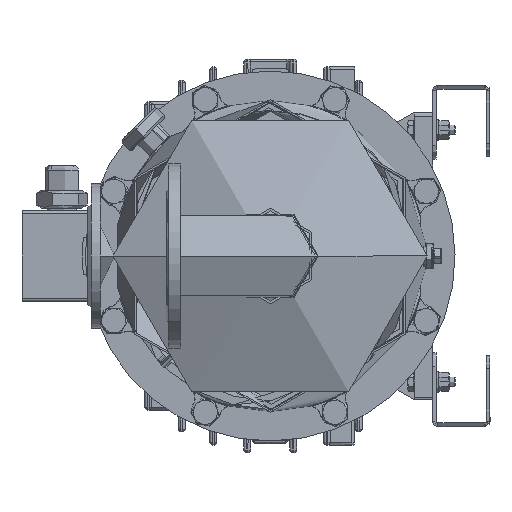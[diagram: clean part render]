
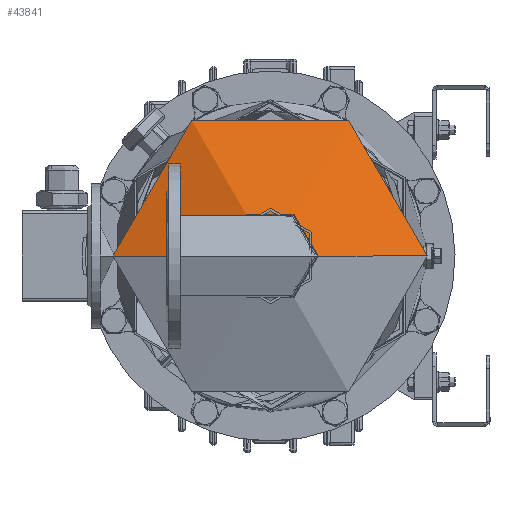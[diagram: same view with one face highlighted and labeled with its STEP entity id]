
A CAD part, left-side view. The second image highlights one B-rep face of the part: STEP entity #43841.
In plain terms, the highlighted conical face has half-angle 71.4 degrees and reference radius 174.031 mm.
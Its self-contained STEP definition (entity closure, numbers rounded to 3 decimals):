
#5562 = DIRECTION ( 'NONE',  ( 1., 0., 0. ) ) ;
#6223 = EDGE_CURVE ( 'NONE', #65483, #19949, #46281, .T. ) ;
#6515 = ORIENTED_EDGE ( 'NONE', *, *, #10007, .T. ) ;
#8204 = AXIS2_PLACEMENT_3D ( 'NONE', #30866, #12546, #31918 ) ;
#10007 = EDGE_CURVE ( 'NONE', #65483, #38153, #38999, .T. ) ;
#12330 = LINE ( 'NONE', #77251, #24669 ) ;
#12546 = DIRECTION ( 'NONE',  ( 1., 0., 0. ) ) ;
#12754 = CARTESIAN_POINT ( 'NONE',  ( -77.772, -53., 0. ) ) ;
#13963 = VECTOR ( 'NONE', #70848, 1000. ) ;
#19353 = EDGE_CURVE ( 'NONE', #38153, #32181, #12330, .T. ) ;
#19949 = VERTEX_POINT ( 'NONE', #56497 ) ;
#24669 = VECTOR ( 'NONE', #40869, 1000. ) ;
#26438 = ORIENTED_EDGE ( 'NONE', *, *, #19353, .T. ) ;
#30866 = CARTESIAN_POINT ( 'NONE',  ( -37.04, 0., 0. ) ) ;
#31918 = DIRECTION ( 'NONE',  ( 0., 1., 0. ) ) ;
#32181 = VERTEX_POINT ( 'NONE', #36508 ) ;
#33780 = AXIS2_PLACEMENT_3D ( 'NONE', #70277, #40771, #40248 ) ;
#34727 = CARTESIAN_POINT ( 'NONE',  ( -37.04, 174.031, 0. ) ) ;
#35848 = ORIENTED_EDGE ( 'NONE', *, *, #47824, .F. ) ;
#36508 = CARTESIAN_POINT ( 'NONE',  ( -37.04, -174.031, 0. ) ) ;
#37965 = FACE_OUTER_BOUND ( 'NONE', #47318, .T. ) ;
#38153 = VERTEX_POINT ( 'NONE', #12754 ) ;
#38999 = CIRCLE ( 'NONE', #33780, 53. ) ;
#40080 = ORIENTED_EDGE ( 'NONE', *, *, #6223, .F. ) ;
#40248 = DIRECTION ( 'NONE',  ( 0., 1., 0. ) ) ;
#40771 = DIRECTION ( 'NONE',  ( 1., 0., 0. ) ) ;
#40869 = DIRECTION ( 'NONE',  ( 0.319, -0.948, 0. ) ) ;
#43841 = ADVANCED_FACE ( 'NONE', ( #37965 ), #56044, .T. ) ;
#46281 = LINE ( 'NONE', #34727, #13963 ) ;
#47318 = EDGE_LOOP ( 'NONE', ( #6515, #26438, #35848, #40080 ) ) ;
#47824 = EDGE_CURVE ( 'NONE', #19949, #32181, #49705, .T. ) ;
#48038 = DIRECTION ( 'NONE',  ( 0., 1., 0. ) ) ;
#49705 = CIRCLE ( 'NONE', #8204, 174.031 ) ;
#52689 = AXIS2_PLACEMENT_3D ( 'NONE', #66389, #5562, #48038 ) ;
#56044 = CONICAL_SURFACE ( 'NONE', #52689, 174.031, 1.246 ) ;
#56497 = CARTESIAN_POINT ( 'NONE',  ( -37.04, 174.031, 0. ) ) ;
#58980 = CARTESIAN_POINT ( 'NONE',  ( -77.772, 53., 0. ) ) ;
#65483 = VERTEX_POINT ( 'NONE', #58980 ) ;
#66389 = CARTESIAN_POINT ( 'NONE',  ( -37.04, 0., 0. ) ) ;
#70277 = CARTESIAN_POINT ( 'NONE',  ( -77.772, 0., 0. ) ) ;
#70848 = DIRECTION ( 'NONE',  ( 0.319, 0.948, 0. ) ) ;
#77251 = CARTESIAN_POINT ( 'NONE',  ( -37.04, -174.031, 0. ) ) ;
